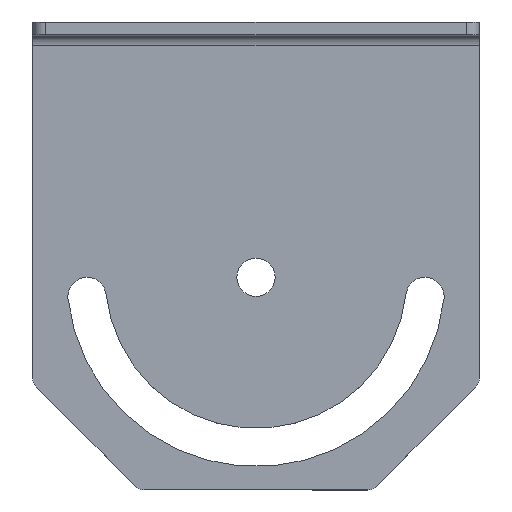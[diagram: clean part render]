
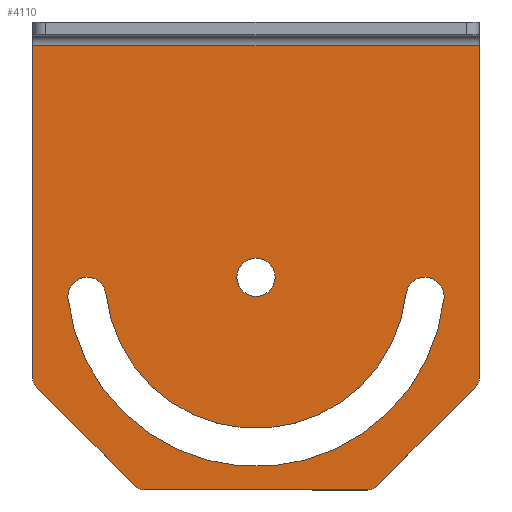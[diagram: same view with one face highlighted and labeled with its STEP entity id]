
A CAD part, top view. The second image highlights one B-rep face of the part: STEP entity #4110.
In plain terms, the highlighted face is planar.
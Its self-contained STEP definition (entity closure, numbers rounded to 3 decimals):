
#1450=CARTESIAN_POINT('',(3.,105.,2.56));
#1460=VERTEX_POINT('',#1450);
#1490=CARTESIAN_POINT('',(3.,105.,3.5));
#1500=DIRECTION('',(0.,0.,1.));
#1510=VECTOR('',#1500,1.);
#1520=LINE('',#1490,#1510);
#1530=CARTESIAN_POINT('',(3.,105.,80.757));
#1540=VERTEX_POINT('',#1530);
#1550=EDGE_CURVE('',#1460,#1540,#1520,.T.);
#2700=CARTESIAN_POINT('',(3.,0.,2.56));
#2710=VERTEX_POINT('',#2700);
#2740=CARTESIAN_POINT('',(3.,0.,2.56));
#2750=DIRECTION('',(0.,-1.,0.));
#2760=VECTOR('',#2750,1.);
#2770=LINE('',#2740,#2760);
#2780=EDGE_CURVE('',#1460,#2710,#2770,.T.);
#2830=CARTESIAN_POINT('',(3.,105.,3.));
#2840=DIRECTION('',(-1.,0.,0.));
#2850=DIRECTION('',(0.,-1.,0.));
#2860=AXIS2_PLACEMENT_3D('',#2830,#2840,#2850);
#2870=PLANE('',#2860);
#2880=CARTESIAN_POINT('',(3.,52.5,57.));
#2890=DIRECTION('',(1.,0.,0.));
#2900=DIRECTION('',(0.,1.,0.));
#2910=AXIS2_PLACEMENT_3D('',#2880,#2890,#2900);
#2920=CIRCLE('',#2910,4.5);
#2930=CARTESIAN_POINT('',(3.,57.,57.));
#2940=VERTEX_POINT('',#2930);
#2950=CARTESIAN_POINT('',(3.,48.,57.));
#2960=VERTEX_POINT('',#2950);
#2970=EDGE_CURVE('',#2940,#2960,#2920,.T.);
#2980=ORIENTED_EDGE('',*,*,#2970,.F.);
#2990=EDGE_CURVE('',#2960,#2940,#2920,.T.);
#3000=ORIENTED_EDGE('',*,*,#2990,.F.);
#3010=EDGE_LOOP('',(#3000,#2980));
#3020=FACE_BOUND('',#3010,.T.);
#3030=CARTESIAN_POINT('',(3.,52.5,57.));
#3040=DIRECTION('',(1.,0.,0.));
#3050=DIRECTION('',(0.,1.,0.));
#3060=AXIS2_PLACEMENT_3D('',#3030,#3040,#3050);
#3070=CIRCLE('',#3060,44.5);
#3080=CARTESIAN_POINT('',(3.,96.718,62.006));
#3090=VERTEX_POINT('',#3080);
#3100=CARTESIAN_POINT('',(3.,8.282,62.006));
#3110=VERTEX_POINT('',#3100);
#3120=EDGE_CURVE('',#3090,#3110,#3070,.T.);
#3130=ORIENTED_EDGE('',*,*,#3120,.F.);
#3140=CARTESIAN_POINT('',(3.,12.754,61.5));
#3150=DIRECTION('',(1.,0.,0.));
#3160=DIRECTION('',(0.,1.,0.));
#3170=AXIS2_PLACEMENT_3D('',#3140,#3150,#3160);
#3180=CIRCLE('',#3170,4.5);
#3190=CARTESIAN_POINT('',(3.,17.225,60.994));
#3200=VERTEX_POINT('',#3190);
#3210=EDGE_CURVE('',#3110,#3200,#3180,.T.);
#3220=ORIENTED_EDGE('',*,*,#3210,.F.);
#3230=CARTESIAN_POINT('',(3.,52.5,57.));
#3240=DIRECTION('',(1.,0.,0.));
#3250=DIRECTION('',(0.,1.,0.));
#3260=AXIS2_PLACEMENT_3D('',#3230,#3240,#3250);
#3270=CIRCLE('',#3260,35.5);
#3280=CARTESIAN_POINT('',(3.,87.775,60.994));
#3290=VERTEX_POINT('',#3280);
#3300=EDGE_CURVE('',#3290,#3200,#3270,.T.);
#3310=ORIENTED_EDGE('',*,*,#3300,.T.);
#3320=CARTESIAN_POINT('',(3.,92.246,61.5));
#3330=DIRECTION('',(1.,0.,0.));
#3340=DIRECTION('',(0.,1.,0.));
#3350=AXIS2_PLACEMENT_3D('',#3320,#3330,#3340);
#3360=CIRCLE('',#3350,4.5);
#3370=EDGE_CURVE('',#3290,#3090,#3360,.T.);
#3380=ORIENTED_EDGE('',*,*,#3370,.F.);
#3390=EDGE_LOOP('',(#3380,#3310,#3220,#3130));
#3400=FACE_BOUND('',#3390,.T.);
#3410=ORIENTED_EDGE('',*,*,#2780,.F.);
#3420=CARTESIAN_POINT('',(3.,0.,3.5));
#3430=DIRECTION('',(0.,0.,-1.));
#3440=VECTOR('',#3430,1.);
#3450=LINE('',#3420,#3440);
#3460=CARTESIAN_POINT('',(3.,0.,80.757));
#3470=VERTEX_POINT('',#3460);
#3480=EDGE_CURVE('',#3470,#2710,#3450,.T.);
#3490=ORIENTED_EDGE('',*,*,#3480,.T.);
#3500=CARTESIAN_POINT('',(3.,3.,80.757));
#3510=DIRECTION('',(1.,0.,0.));
#3520=DIRECTION('',(0.,-1.,0.));
#3530=AXIS2_PLACEMENT_3D('',#3500,#3510,#3520);
#3540=CIRCLE('',#3530,3.);
#3550=CARTESIAN_POINT('',(3.,0.879,82.879));
#3560=VERTEX_POINT('',#3550);
#3570=EDGE_CURVE('',#3560,#3470,#3540,.T.);
#3580=ORIENTED_EDGE('',*,*,#3570,.T.);
#3590=CARTESIAN_POINT('',(3.,-82.,0.));
#3600=DIRECTION('',(0.,-0.707,-0.707));
#3610=VECTOR('',#3600,1.);
#3620=LINE('',#3590,#3610);
#3630=CARTESIAN_POINT('',(3.,24.121,106.121));
#3640=VERTEX_POINT('',#3630);
#3650=EDGE_CURVE('',#3640,#3560,#3620,.T.);
#3660=ORIENTED_EDGE('',*,*,#3650,.T.);
#3670=CARTESIAN_POINT('',(3.,26.243,104.));
#3680=DIRECTION('',(1.,0.,0.));
#3690=DIRECTION('',(0.,-1.,0.));
#3700=AXIS2_PLACEMENT_3D('',#3670,#3680,#3690);
#3710=CIRCLE('',#3700,3.);
#3720=CARTESIAN_POINT('',(3.,26.243,107.));
#3730=VERTEX_POINT('',#3720);
#3740=EDGE_CURVE('',#3730,#3640,#3710,.T.);
#3750=ORIENTED_EDGE('',*,*,#3740,.T.);
#3760=CARTESIAN_POINT('',(3.,105.,107.));
#3770=DIRECTION('',(0.,-1.,0.));
#3780=VECTOR('',#3770,1.);
#3790=LINE('',#3760,#3780);
#3800=CARTESIAN_POINT('',(3.,78.757,107.));
#3810=VERTEX_POINT('',#3800);
#3820=EDGE_CURVE('',#3810,#3730,#3790,.T.);
#3830=ORIENTED_EDGE('',*,*,#3820,.T.);
#3840=CARTESIAN_POINT('',(3.,78.757,104.));
#3850=DIRECTION('',(1.,0.,0.));
#3860=DIRECTION('',(0.,-1.,0.));
#3870=AXIS2_PLACEMENT_3D('',#3840,#3850,#3860);
#3880=CIRCLE('',#3870,3.);
#3890=CARTESIAN_POINT('',(3.,80.879,106.121));
#3900=VERTEX_POINT('',#3890);
#3910=EDGE_CURVE('',#3900,#3810,#3880,.T.);
#3920=ORIENTED_EDGE('',*,*,#3910,.T.);
#3930=CARTESIAN_POINT('',(3.,187.,0.));
#3940=DIRECTION('',(0.,-0.707,0.707));
#3950=VECTOR('',#3940,1.);
#3960=LINE('',#3930,#3950);
#3970=CARTESIAN_POINT('',(3.,104.121,82.879));
#3980=VERTEX_POINT('',#3970);
#3990=EDGE_CURVE('',#3980,#3900,#3960,.T.);
#4000=ORIENTED_EDGE('',*,*,#3990,.T.);
#4010=CARTESIAN_POINT('',(3.,102.,80.757));
#4020=DIRECTION('',(1.,0.,0.));
#4030=DIRECTION('',(0.,-1.,0.));
#4040=AXIS2_PLACEMENT_3D('',#4010,#4020,#4030);
#4050=CIRCLE('',#4040,3.);
#4060=EDGE_CURVE('',#1540,#3980,#4050,.T.);
#4070=ORIENTED_EDGE('',*,*,#4060,.T.);
#4080=ORIENTED_EDGE('',*,*,#1550,.T.);
#4090=EDGE_LOOP('',(#4080,#4070,#4000,#3920,#3830,#3750,#3660,#3580,
#3490,#3410));
#4100=FACE_OUTER_BOUND('',#4090,.T.);
#4110=ADVANCED_FACE('',(#3020,#3400,#4100),#2870,.F.);
